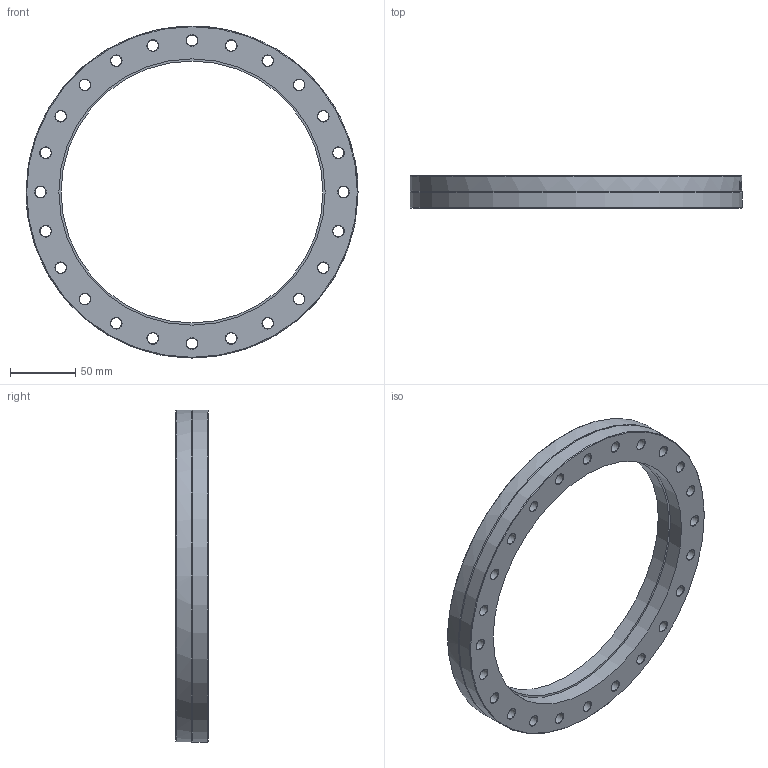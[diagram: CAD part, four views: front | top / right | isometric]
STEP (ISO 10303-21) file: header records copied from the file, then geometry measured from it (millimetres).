
FILE_DESCRIPTION(/* description */ (''),/* implementation_level */ '2;1');
FILE_NAME(/* name */ 'FL-200CF-203.stp',/* time_stamp */ '2018-02-02T13:11:20+00:00',/* author */ ('paul'),/* organization */ (''),/* preprocessor_version */ 'ST-DEVELOPER v16.13',/* originating_system */ 'Autodesk Inventor 2018',/* authorisation */ '');
FILE_SCHEMA (('AUTOMOTIVE_DESIGN { 1 0 10303 214 3 1 1 }'));
Length unit declared in the file: millimetre
Products named in the file (1): FL-200CF-203
Bounding box: 254 x 24.6 x 254 mm (x, y, z)
Volume: 416585.5 mm3; surface area: 86703.6 mm2
Topology: 1 solids, 1 shells, 181 faces, 482 edges, 312 vertices
Faces by surface type: cone 53, bspline 53, cylinder 39, plane 35, torus 1
Full cylindrical faces by diameter (mm): 8.4 x24, 200.4 x1, 203.7 x1, 222.2 x1, 254 x2
Entity records: 16880 total; most frequent: CARTESIAN_POINT 12914, ORIENTED_EDGE 750, DIRECTION 717, EDGE_CURVE 375, EDGE_LOOP 321, AXIS2_PLACEMENT_3D 301, VERTEX_POINT 286, FACE_OUTER_BOUND 181
